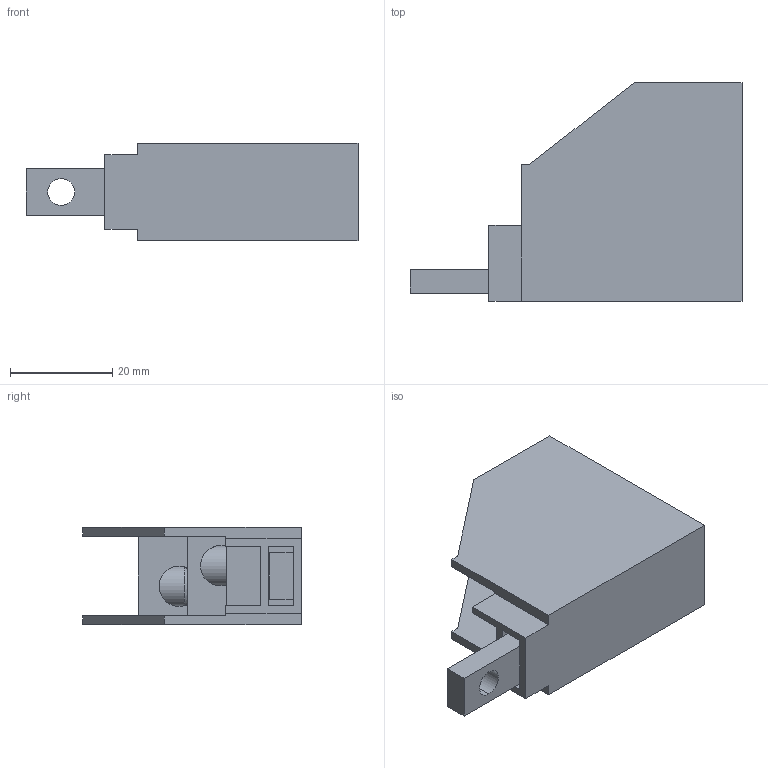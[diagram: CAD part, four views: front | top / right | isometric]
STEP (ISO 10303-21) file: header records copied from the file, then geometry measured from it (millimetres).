
FILE_DESCRIPTION (( 'STEP AP203' ), '1' );
FILE_NAME ('3TA100G3K.step', '2021-02-09T16:45:42', ( '' ), ( '' ), 'SwSTEP 2.0', 'SolidWorks 2019', '' );
FILE_SCHEMA (( 'CONFIG_CONTROL_DESIGN' ));
Length unit declared in the file: millimetre
Products named in the file (1): 3TA100G3K
Bounding box: 64.8 x 42.7 x 19 mm (x, y, z)
Volume: 16172.2 mm3; surface area: 15893.7 mm2
Topology: 5 solids, 5 shells, 109 faces, 281 edges, 180 vertices
Faces by surface type: plane 71, cylinder 20, cone 18
Entity records: 3618 total; most frequent: CARTESIAN_POINT 841, ORIENTED_EDGE 562, DIRECTION 545, EDGE_CURVE 281, VECTOR 213, LINE 213, VERTEX_POINT 180, AXIS2_PLACEMENT_3D 166
